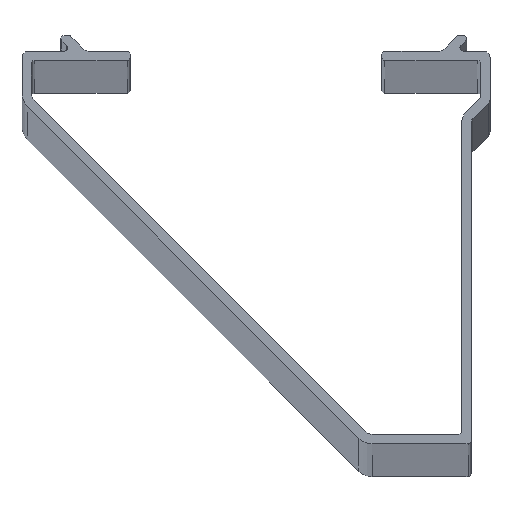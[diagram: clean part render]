
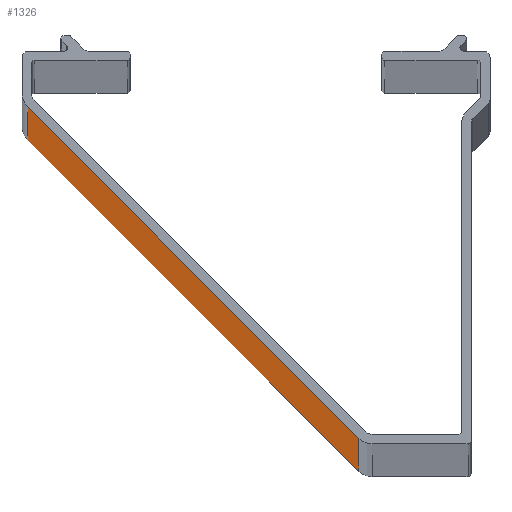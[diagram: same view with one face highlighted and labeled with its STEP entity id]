
A CAD part, top view. The second image highlights one B-rep face of the part: STEP entity #1326.
In plain terms, the highlighted planar face has unit normal (-0.707, -0.707, 0).
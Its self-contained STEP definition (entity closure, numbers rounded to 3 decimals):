
#12 = DIRECTION ( 'NONE',  ( 0.707, -0.707, 0. ) ) ;
#46 = DIRECTION ( 'NONE',  ( 0.707, 0.707, 0. ) ) ;
#64 = VECTOR ( 'NONE', #804, 1000. ) ;
#87 = DIRECTION ( 'NONE',  ( 0.707, -0.707, 0. ) ) ;
#284 = CARTESIAN_POINT ( 'NONE',  ( 53.621, -61.621, 3000. ) ) ;
#490 = LINE ( 'NONE', #1082, #1852 ) ;
#496 = LINE ( 'NONE', #949, #64 ) ;
#524 = EDGE_LOOP ( 'NONE', ( #1676, #1571, #868, #1722 ) ) ;
#554 = CARTESIAN_POINT ( 'NONE',  ( -4., -4., 3000. ) ) ;
#608 = DIRECTION ( 'NONE',  ( -0.707, 0.707, 0. ) ) ;
#633 = EDGE_CURVE ( 'NONE', #1186, #1207, #996, .T. ) ;
#784 = PLANE ( 'NONE',  #1178 ) ;
#804 = DIRECTION ( 'NONE',  ( 0., 0., -1. ) ) ;
#868 = ORIENTED_EDGE ( 'NONE', *, *, #633, .F. ) ;
#877 = CARTESIAN_POINT ( 'NONE',  ( 0.879, -8.879, 0. ) ) ;
#949 = CARTESIAN_POINT ( 'NONE',  ( 0.879, -8.879, 3000. ) ) ;
#957 = VECTOR ( 'NONE', #87, 1000. ) ;
#996 = LINE ( 'NONE', #554, #957 ) ;
#1082 = CARTESIAN_POINT ( 'NONE',  ( -4., -4., 0. ) ) ;
#1133 = VERTEX_POINT ( 'NONE', #1519 ) ;
#1178 = AXIS2_PLACEMENT_3D ( 'NONE', #1843, #46, #608 ) ;
#1186 = VERTEX_POINT ( 'NONE', #1824 ) ;
#1207 = VERTEX_POINT ( 'NONE', #284 ) ;
#1218 = VERTEX_POINT ( 'NONE', #877 ) ;
#1221 = LINE ( 'NONE', #1488, #1285 ) ;
#1263 = EDGE_CURVE ( 'NONE', #1186, #1218, #496, .T. ) ;
#1271 = FACE_OUTER_BOUND ( 'NONE', #524, .T. ) ;
#1285 = VECTOR ( 'NONE', #1826, 1000. ) ;
#1326 = ADVANCED_FACE ( 'NONE', ( #1271 ), #784, .F. ) ;
#1422 = EDGE_CURVE ( 'NONE', #1218, #1133, #490, .T. ) ;
#1488 = CARTESIAN_POINT ( 'NONE',  ( 53.621, -61.621, 3000. ) ) ;
#1519 = CARTESIAN_POINT ( 'NONE',  ( 53.621, -61.621, 0. ) ) ;
#1571 = ORIENTED_EDGE ( 'NONE', *, *, #1815, .F. ) ;
#1676 = ORIENTED_EDGE ( 'NONE', *, *, #1422, .T. ) ;
#1722 = ORIENTED_EDGE ( 'NONE', *, *, #1263, .T. ) ;
#1815 = EDGE_CURVE ( 'NONE', #1207, #1133, #1221, .T. ) ;
#1824 = CARTESIAN_POINT ( 'NONE',  ( 0.879, -8.879, 3000. ) ) ;
#1826 = DIRECTION ( 'NONE',  ( 0., 0., -1. ) ) ;
#1843 = CARTESIAN_POINT ( 'NONE',  ( -4., -4., 3000. ) ) ;
#1852 = VECTOR ( 'NONE', #12, 1000. ) ;
